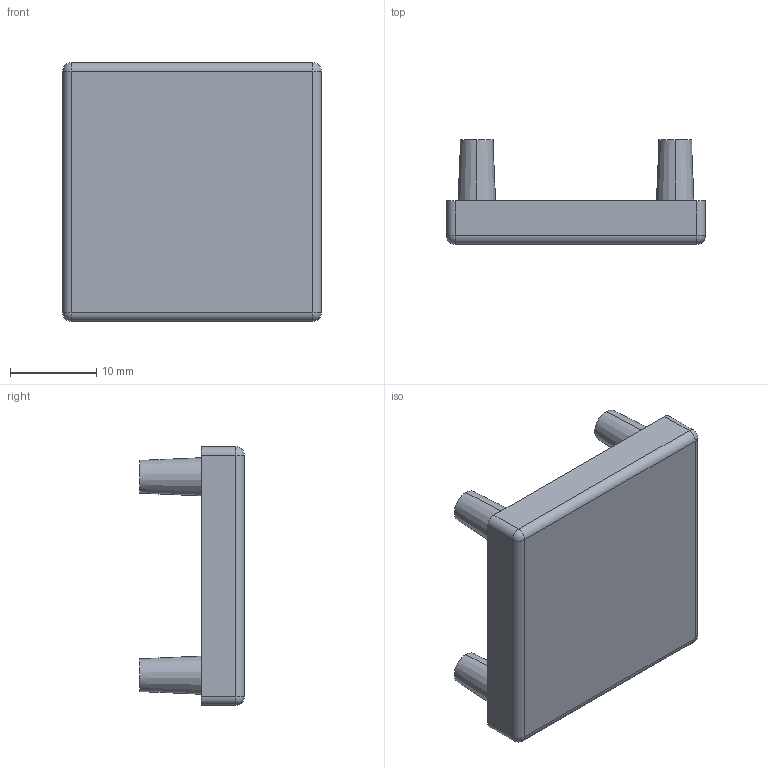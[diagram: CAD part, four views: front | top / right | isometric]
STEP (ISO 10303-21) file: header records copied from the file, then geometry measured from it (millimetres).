
FILE_DESCRIPTION (( 'STEP AP214' ), '1' );
FILE_NAME ('SNSD.30.50.36 Çàãëóøêà òîðöåâàÿ 30x30(B36).STEP', '2014-11-19T13:18:19', ( 'XTreme.ws' ), ( 'XTreme.ws' ), 'SwSTEP 2.0', 'SolidWorks 2014', '' );
FILE_SCHEMA (( 'AUTOMOTIVE_DESIGN' ));
Length unit declared in the file: millimetre
Products named in the file (1): SNSD.30.50.36 Çàãëóøêà òîðöåâàÿ 30x30(B36)
Bounding box: 30 x 12.1 x 30 mm (x, y, z)
Volume: 2664.1 mm3; surface area: 3440.4 mm2
Topology: 1 solids, 1 shells, 67 faces, 160 edges, 100 vertices
Faces by surface type: plane 35, cylinder 20, cone 8, sphere 4
Entity records: 1944 total; most frequent: DIRECTION 348, CARTESIAN_POINT 324, ORIENTED_EDGE 312, EDGE_CURVE 156, AXIS2_PLACEMENT_3D 124, VECTOR 100, VERTEX_POINT 100, LINE 100
